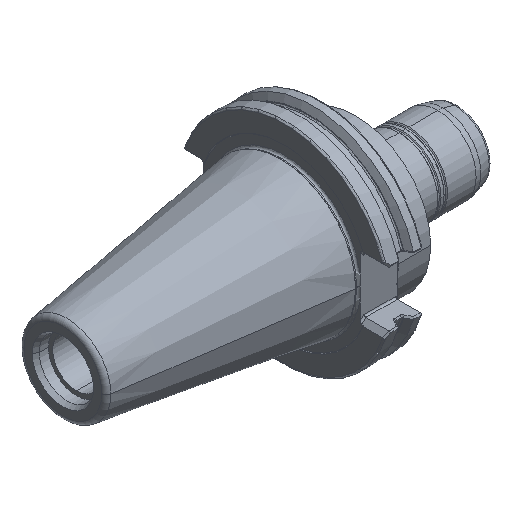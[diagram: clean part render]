
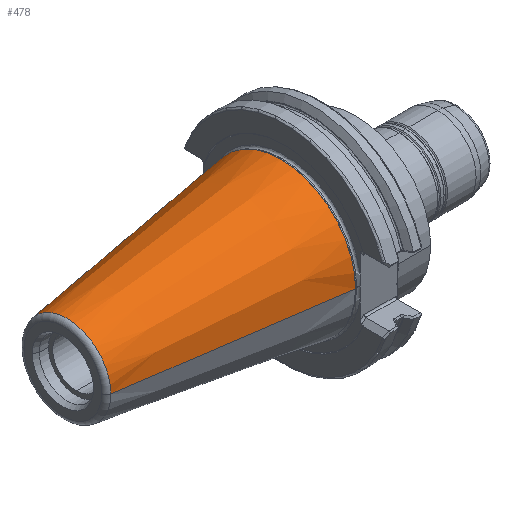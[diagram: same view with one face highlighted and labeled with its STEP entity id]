
A CAD part, isometric view. The second image highlights one B-rep face of the part: STEP entity #478.
In plain terms, the highlighted conical face has half-angle 8.297 degrees and reference radius 34.925 mm.
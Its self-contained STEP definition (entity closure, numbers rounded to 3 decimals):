
#315 = CIRCLE ( 'NONE', #4286, 34.925 ) ;
#344 = VERTEX_POINT ( 'NONE', #722 ) ;
#347 = DIRECTION ( 'NONE',  ( 1., 0., 0. ) ) ;
#444 = CARTESIAN_POINT ( 'NONE',  ( 101.6, 34.925, 0. ) ) ;
#478 = ADVANCED_FACE ( 'NONE', ( #4415 ), #2228, .T. ) ;
#525 = LINE ( 'NONE', #2618, #2600 ) ;
#543 = ORIENTED_EDGE ( 'NONE', *, *, #2613, .T. ) ;
#676 = DIRECTION ( 'NONE',  ( 0.99, -0.144, 0. ) ) ;
#684 = AXIS2_PLACEMENT_3D ( 'NONE', #2017, #347, #4398 ) ;
#722 = CARTESIAN_POINT ( 'NONE',  ( 101.6, 34.925, 0. ) ) ;
#1013 = EDGE_CURVE ( 'NONE', #1276, #344, #4778, .T. ) ;
#1030 = ORIENTED_EDGE ( 'NONE', *, *, #1013, .F. ) ;
#1276 = VERTEX_POINT ( 'NONE', #3123 ) ;
#1340 = VERTEX_POINT ( 'NONE', #2787 ) ;
#1344 = DIRECTION ( 'NONE',  ( 1., 0., 0. ) ) ;
#1536 = VECTOR ( 'NONE', #4707, 1000. ) ;
#2017 = CARTESIAN_POINT ( 'NONE',  ( 101.6, 0., 0. ) ) ;
#2133 = EDGE_CURVE ( 'NONE', #344, #1340, #315, .T. ) ;
#2228 = CONICAL_SURFACE ( 'NONE', #684, 34.925, 0.145 ) ;
#2304 = CARTESIAN_POINT ( 'NONE',  ( 101.6, 0., 0. ) ) ;
#2600 = VECTOR ( 'NONE', #676, 1000. ) ;
#2613 = EDGE_CURVE ( 'NONE', #1276, #3340, #2835, .T. ) ;
#2618 = CARTESIAN_POINT ( 'NONE',  ( 101.6, -34.925, 0. ) ) ;
#2700 = DIRECTION ( 'NONE',  ( 0., 1., 0. ) ) ;
#2769 = EDGE_CURVE ( 'NONE', #3340, #1340, #525, .T. ) ;
#2787 = CARTESIAN_POINT ( 'NONE',  ( 101.6, -34.925, 0. ) ) ;
#2835 = CIRCLE ( 'NONE', #3843, 20.395 ) ;
#3123 = CARTESIAN_POINT ( 'NONE',  ( 1.968, 20.395, 0. ) ) ;
#3171 = EDGE_LOOP ( 'NONE', ( #543, #4086, #4031, #1030 ) ) ;
#3340 = VERTEX_POINT ( 'NONE', #5009 ) ;
#3676 = CARTESIAN_POINT ( 'NONE',  ( 1.968, 0., 0. ) ) ;
#3843 = AXIS2_PLACEMENT_3D ( 'NONE', #3676, #1344, #4083 ) ;
#4031 = ORIENTED_EDGE ( 'NONE', *, *, #2133, .F. ) ;
#4083 = DIRECTION ( 'NONE',  ( 0., 1., 0. ) ) ;
#4086 = ORIENTED_EDGE ( 'NONE', *, *, #2769, .T. ) ;
#4286 = AXIS2_PLACEMENT_3D ( 'NONE', #2304, #5027, #2700 ) ;
#4398 = DIRECTION ( 'NONE',  ( 0., 1., 0. ) ) ;
#4415 = FACE_OUTER_BOUND ( 'NONE', #3171, .T. ) ;
#4707 = DIRECTION ( 'NONE',  ( 0.99, 0.144, 0. ) ) ;
#4778 = LINE ( 'NONE', #444, #1536 ) ;
#5009 = CARTESIAN_POINT ( 'NONE',  ( 1.968, -20.395, 0. ) ) ;
#5027 = DIRECTION ( 'NONE',  ( 1., 0., 0. ) ) ;
